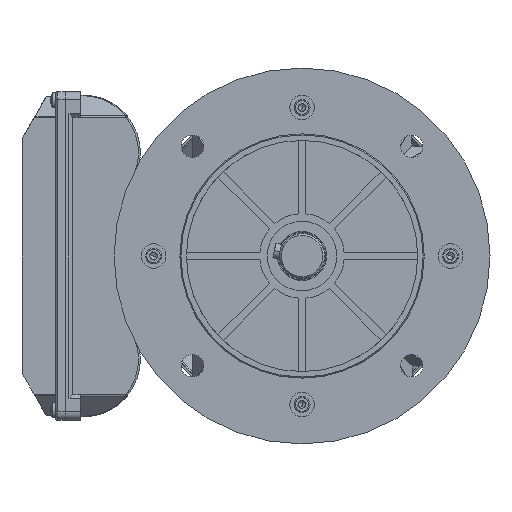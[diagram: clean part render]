
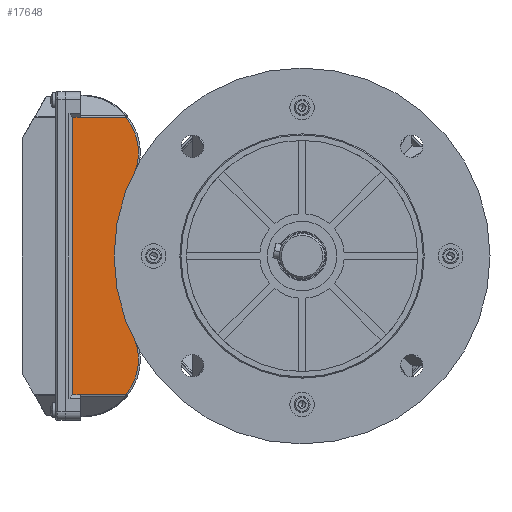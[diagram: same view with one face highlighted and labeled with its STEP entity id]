
A CAD part, left-side view. The second image highlights one B-rep face of the part: STEP entity #17648.
In plain terms, the highlighted face is planar.
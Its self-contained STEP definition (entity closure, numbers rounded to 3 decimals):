
#17591 = VERTEX_POINT ( 'NONE', #38751 ) ;
#17592 = ORIENTED_EDGE ( 'NONE', *, *, #17704, .T. ) ;
#17594 = ORIENTED_EDGE ( 'NONE', *, *, #17596, .T. ) ;
#17596 = EDGE_CURVE ( 'NONE', #17718, #17616, #38807, .T. ) ;
#17601 = EDGE_CURVE ( 'NONE', #17718, #88651, #38802, .T. ) ;
#17603 = VERTEX_POINT ( 'NONE', #38797 ) ;
#17605 = ORIENTED_EDGE ( 'NONE', *, *, #17715, .T. ) ;
#17607 = ORIENTED_EDGE ( 'NONE', *, *, #88642, .F. ) ;
#17610 = ORIENTED_EDGE ( 'NONE', *, *, #17601, .F. ) ;
#17616 = VERTEX_POINT ( 'NONE', #38791 ) ;
#17617 = ORIENTED_EDGE ( 'NONE', *, *, #17723, .T. ) ;
#17648 = ADVANCED_FACE ( 'NONE', ( #38822 ), #38821, .T. ) ;
#17649 = EDGE_LOOP ( 'NONE', ( #17719, #17592, #17607, #17610, #17594, #17617, #17605, #17713 ) ) ;
#17704 = EDGE_CURVE ( 'NONE', #17720, #88656, #38883, .T. ) ;
#17705 = EDGE_CURVE ( 'NONE', #17707, #17720, #38879, .T. ) ;
#17707 = VERTEX_POINT ( 'NONE', #38874 ) ;
#17713 = ORIENTED_EDGE ( 'NONE', *, *, #17714, .T. ) ;
#17714 = EDGE_CURVE ( 'NONE', #17603, #17707, #38935, .T. ) ;
#17715 = EDGE_CURVE ( 'NONE', #17591, #17603, #38930, .T. ) ;
#17718 = VERTEX_POINT ( 'NONE', #38919 ) ;
#17719 = ORIENTED_EDGE ( 'NONE', *, *, #17705, .T. ) ;
#17720 = VERTEX_POINT ( 'NONE', #38918 ) ;
#17723 = EDGE_CURVE ( 'NONE', #17616, #17591, #38913, .T. ) ;
#38751 = CARTESIAN_POINT ( 'NONE',  ( 14.707, 6.261, 129. ) ) ;
#38791 = CARTESIAN_POINT ( 'NONE',  ( 14.707, 30.5, 129. ) ) ;
#38797 = CARTESIAN_POINT ( 'NONE',  ( 48.332, 3.5, 129. ) ) ;
#38799 = DIRECTION ( 'NONE',  ( 1., 0., 0. ) ) ;
#38800 = VECTOR ( 'NONE', #38799, 1000. ) ;
#38801 = CARTESIAN_POINT ( 'NONE',  ( 14.707, 34.5, 129. ) ) ;
#38802 = LINE ( 'NONE', #38801, #38800 ) ;
#38804 = DIRECTION ( 'NONE',  ( 0., -1., 0. ) ) ;
#38805 = VECTOR ( 'NONE', #38804, 1000. ) ;
#38806 = CARTESIAN_POINT ( 'NONE',  ( 14.707, 34.5, 129. ) ) ;
#38807 = LINE ( 'NONE', #38806, #38805 ) ;
#38816 = DIRECTION ( 'NONE',  ( 1., 0., 0. ) ) ;
#38817 = DIRECTION ( 'NONE',  ( 0., 0., 1. ) ) ;
#38818 = AXIS2_PLACEMENT_3D ( 'NONE', #38820, #38817, #38816 ) ;
#38820 = CARTESIAN_POINT ( 'NONE',  ( 3., -7.5, 129. ) ) ;
#38821 = PLANE ( 'NONE',  #38818 ) ;
#38822 = FACE_OUTER_BOUND ( 'NONE', #17649, .T. ) ;
#38874 = CARTESIAN_POINT ( 'NONE',  ( 128.668, 3.5, 129. ) ) ;
#38875 = DIRECTION ( 'NONE',  ( 1., 0., 0. ) ) ;
#38876 = DIRECTION ( 'NONE',  ( 0., 0., 1. ) ) ;
#38877 = CARTESIAN_POINT ( 'NONE',  ( 143.5, 29., 129. ) ) ;
#38878 = AXIS2_PLACEMENT_3D ( 'NONE', #38877, #38876, #38875 ) ;
#38879 = CIRCLE ( 'NONE', #38878, 29.5 ) ;
#38880 = DIRECTION ( 'NONE',  ( 0., 1., 0. ) ) ;
#38881 = VECTOR ( 'NONE', #38880, 1000. ) ;
#38882 = CARTESIAN_POINT ( 'NONE',  ( 162.293, -7.5, 129. ) ) ;
#38883 = LINE ( 'NONE', #38882, #38881 ) ;
#38910 = DIRECTION ( 'NONE',  ( 0., -1., 0. ) ) ;
#38911 = VECTOR ( 'NONE', #38910, 1000. ) ;
#38912 = CARTESIAN_POINT ( 'NONE',  ( 14.707, -7.5, 129. ) ) ;
#38913 = LINE ( 'NONE', #38912, #38911 ) ;
#38918 = CARTESIAN_POINT ( 'NONE',  ( 162.293, 6.261, 129. ) ) ;
#38919 = CARTESIAN_POINT ( 'NONE',  ( 14.707, 34.5, 129. ) ) ;
#38926 = DIRECTION ( 'NONE',  ( 1., 0., 0. ) ) ;
#38927 = DIRECTION ( 'NONE',  ( 0., 0., 1. ) ) ;
#38928 = CARTESIAN_POINT ( 'NONE',  ( 33.5, 29., 129. ) ) ;
#38929 = AXIS2_PLACEMENT_3D ( 'NONE', #38928, #38927, #38926 ) ;
#38930 = CIRCLE ( 'NONE', #38929, 29.5 ) ;
#38932 = DIRECTION ( 'NONE',  ( 1., 0., 0. ) ) ;
#38933 = VECTOR ( 'NONE', #38932, 1000. ) ;
#38934 = CARTESIAN_POINT ( 'NONE',  ( 128.4, 3.5, 129. ) ) ;
#38935 = LINE ( 'NONE', #38934, #38933 ) ;
#48504 = CARTESIAN_POINT ( 'NONE',  ( 162.293, 34.5, 129. ) ) ;
#48515 = DIRECTION ( 'NONE',  ( 0., -1., 0. ) ) ;
#48516 = VECTOR ( 'NONE', #48515, 1000. ) ;
#48517 = CARTESIAN_POINT ( 'NONE',  ( 162.293, 34.5, 129. ) ) ;
#48518 = LINE ( 'NONE', #48517, #48516 ) ;
#48560 = CARTESIAN_POINT ( 'NONE',  ( 162.293, 30.5, 129. ) ) ;
#88642 = EDGE_CURVE ( 'NONE', #88651, #88656, #48518, .T. ) ;
#88651 = VERTEX_POINT ( 'NONE', #48504 ) ;
#88656 = VERTEX_POINT ( 'NONE', #48560 ) ;
